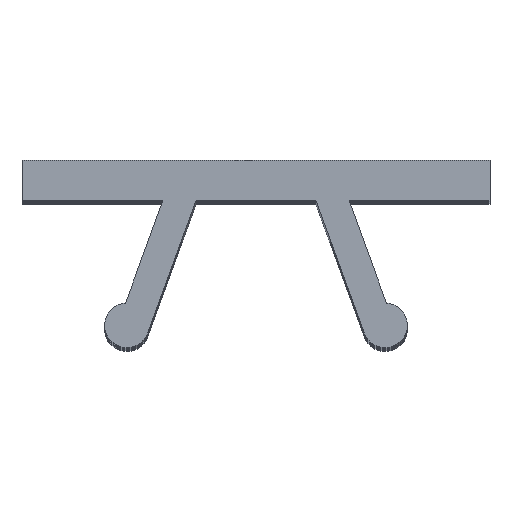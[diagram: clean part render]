
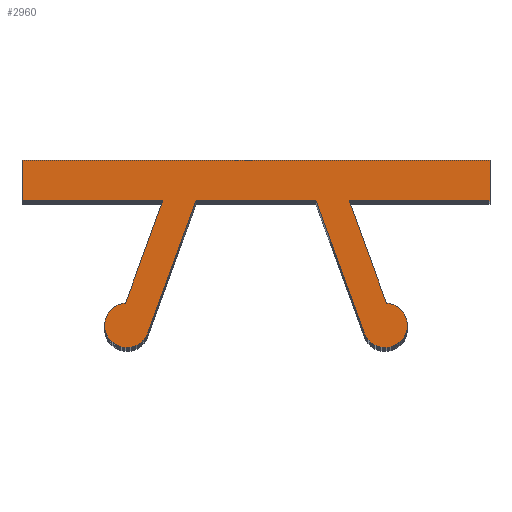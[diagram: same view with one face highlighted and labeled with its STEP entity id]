
A CAD part, top view. The second image highlights one B-rep face of the part: STEP entity #2960.
In plain terms, the highlighted planar face has unit normal (0, 0, 1).
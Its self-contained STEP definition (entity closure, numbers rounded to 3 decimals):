
#33=DIRECTION('',(1.,0.,0.));
#34=VECTOR('',#33,3.16);
#35=CARTESIAN_POINT('',(-5.25,0.,50.3));
#36=LINE('',#35,#34);
#37=DIRECTION('',(0.,-1.,0.));
#38=VECTOR('',#37,0.9);
#39=CARTESIAN_POINT('',(-5.25,0.9,50.3));
#40=LINE('',#39,#38);
#41=DIRECTION('',(-1.,0.,0.));
#42=VECTOR('',#41,10.5);
#43=CARTESIAN_POINT('',(5.25,0.9,50.3));
#44=LINE('',#43,#42);
#45=DIRECTION('',(0.,1.,0.));
#46=VECTOR('',#45,0.9);
#47=CARTESIAN_POINT('',(5.25,0.,50.3));
#48=LINE('',#47,#46);
#49=DIRECTION('',(1.,0.,0.));
#50=VECTOR('',#49,3.16);
#51=CARTESIAN_POINT('',(2.09,0.,50.3));
#52=LINE('',#51,#50);
#53=DIRECTION('',(-0.342,0.94,0.));
#54=VECTOR('',#53,2.449);
#55=CARTESIAN_POINT('',(2.927,-2.301,50.3));
#56=LINE('',#55,#54);
#57=CARTESIAN_POINT('',(2.896,-2.8,50.3));
#58=DIRECTION('',(0.,0.,1.));
#59=DIRECTION('',(-0.94,-0.342,0.));
#60=AXIS2_PLACEMENT_3D('',#57,#58,#59);
#62=DIRECTION('',(0.342,-0.94,0.));
#63=VECTOR('',#62,3.162);
#64=CARTESIAN_POINT('',(1.345,0.,50.3));
#65=LINE('',#64,#63);
#66=DIRECTION('',(1.,0.,0.));
#67=VECTOR('',#66,2.69);
#68=CARTESIAN_POINT('',(-1.345,0.,50.3));
#69=LINE('',#68,#67);
#70=DIRECTION('',(0.342,0.94,0.));
#71=VECTOR('',#70,3.162);
#72=CARTESIAN_POINT('',(-2.426,-2.971,50.3));
#73=LINE('',#72,#71);
#74=CARTESIAN_POINT('',(-2.896,-2.8,50.3));
#75=DIRECTION('',(0.,0.,1.));
#76=DIRECTION('',(-0.062,0.998,0.));
#77=AXIS2_PLACEMENT_3D('',#74,#75,#76);
#79=DIRECTION('',(-0.342,-0.94,0.));
#80=VECTOR('',#79,2.449);
#81=CARTESIAN_POINT('',(-2.09,0.,50.3));
#82=LINE('',#81,#80);
#2257=CARTESIAN_POINT('',(-5.25,0.,50.3));
#2258=CARTESIAN_POINT('',(-2.09,0.,50.3));
#2259=VERTEX_POINT('',#2257);
#2260=VERTEX_POINT('',#2258);
#2261=CARTESIAN_POINT('',(-2.927,-2.301,50.3));
#2262=VERTEX_POINT('',#2261);
#2263=CARTESIAN_POINT('',(-2.426,-2.971,50.3));
#2264=VERTEX_POINT('',#2263);
#2265=CARTESIAN_POINT('',(-1.345,0.,50.3));
#2266=VERTEX_POINT('',#2265);
#2267=CARTESIAN_POINT('',(1.345,0.,50.3));
#2268=VERTEX_POINT('',#2267);
#2269=CARTESIAN_POINT('',(2.426,-2.971,50.3));
#2270=VERTEX_POINT('',#2269);
#2271=CARTESIAN_POINT('',(2.927,-2.301,50.3));
#2272=VERTEX_POINT('',#2271);
#2273=CARTESIAN_POINT('',(2.09,0.,50.3));
#2274=VERTEX_POINT('',#2273);
#2275=CARTESIAN_POINT('',(5.25,0.,50.3));
#2276=VERTEX_POINT('',#2275);
#2277=CARTESIAN_POINT('',(5.25,0.9,50.3));
#2278=VERTEX_POINT('',#2277);
#2279=CARTESIAN_POINT('',(-5.25,0.9,50.3));
#2280=VERTEX_POINT('',#2279);
#2929=CARTESIAN_POINT('',(0.,0.,50.3));
#2930=DIRECTION('',(0.,0.,1.));
#2931=DIRECTION('',(1.,0.,0.));
#2932=AXIS2_PLACEMENT_3D('',#2929,#2930,#2931);
#2933=PLANE('',#2932);
#2935=ORIENTED_EDGE('',*,*,#2934,.F.);
#2937=ORIENTED_EDGE('',*,*,#2936,.F.);
#2939=ORIENTED_EDGE('',*,*,#2938,.F.);
#2941=ORIENTED_EDGE('',*,*,#2940,.F.);
#2943=ORIENTED_EDGE('',*,*,#2942,.F.);
#2945=ORIENTED_EDGE('',*,*,#2944,.F.);
#2947=ORIENTED_EDGE('',*,*,#2946,.F.);
#2949=ORIENTED_EDGE('',*,*,#2948,.F.);
#2951=ORIENTED_EDGE('',*,*,#2950,.F.);
#2953=ORIENTED_EDGE('',*,*,#2952,.F.);
#2955=ORIENTED_EDGE('',*,*,#2954,.F.);
#2957=ORIENTED_EDGE('',*,*,#2956,.F.);
#2958=EDGE_LOOP('',(#2935,#2937,#2939,#2941,#2943,#2945,#2947,#2949,#2951,#2953,
#2955,#2957));
#2959=FACE_OUTER_BOUND('',#2958,.F.);
#2960=ADVANCED_FACE('',(#2959),#2933,.T.);
#61=CIRCLE('',#60,0.5);
#78=CIRCLE('',#77,0.5);
#2934=EDGE_CURVE('',#2259,#2260,#36,.T.);
#2936=EDGE_CURVE('',#2280,#2259,#40,.T.);
#2938=EDGE_CURVE('',#2278,#2280,#44,.T.);
#2940=EDGE_CURVE('',#2276,#2278,#48,.T.);
#2942=EDGE_CURVE('',#2274,#2276,#52,.T.);
#2944=EDGE_CURVE('',#2272,#2274,#56,.T.);
#2946=EDGE_CURVE('',#2270,#2272,#61,.T.);
#2948=EDGE_CURVE('',#2268,#2270,#65,.T.);
#2950=EDGE_CURVE('',#2266,#2268,#69,.T.);
#2952=EDGE_CURVE('',#2264,#2266,#73,.T.);
#2954=EDGE_CURVE('',#2262,#2264,#78,.T.);
#2956=EDGE_CURVE('',#2260,#2262,#82,.T.);
